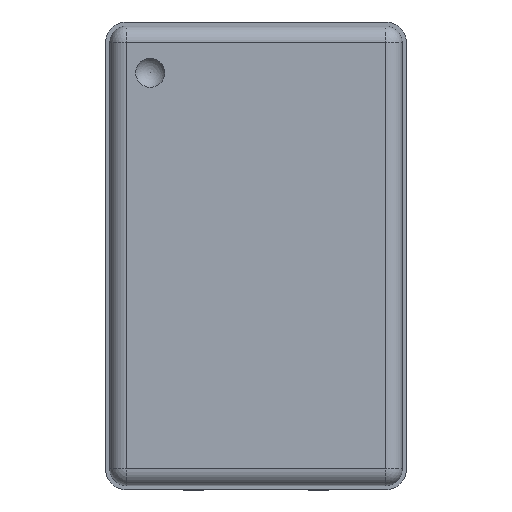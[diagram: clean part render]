
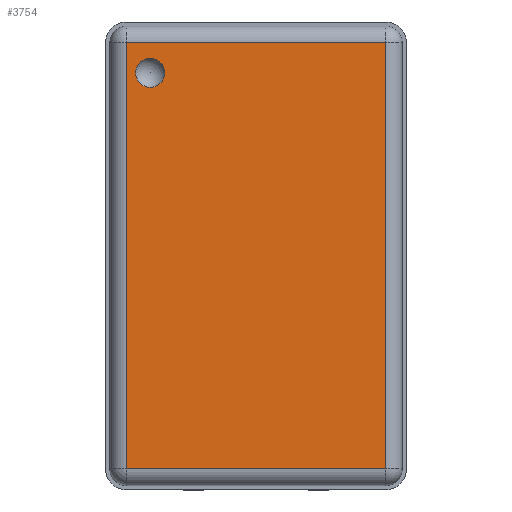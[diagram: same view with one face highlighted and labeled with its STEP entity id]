
A CAD part, top view. The second image highlights one B-rep face of the part: STEP entity #3754.
In plain terms, the highlighted planar face has unit normal (0, 0, 1).
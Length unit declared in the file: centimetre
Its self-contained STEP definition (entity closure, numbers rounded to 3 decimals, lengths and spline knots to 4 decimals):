
#70=FACE_BOUND('',#540,.T.);
#75=PLANE('',#4031);
#304=FACE_OUTER_BOUND('',#539,.T.);
#539=EDGE_LOOP('',(#2712,#2713,#2714,#2715));
#540=EDGE_LOOP('',(#2716));
#765=LINE('',#5313,#1261);
#767=LINE('',#5321,#1263);
#769=LINE('',#5329,#1265);
#771=LINE('',#5338,#1267);
#1261=VECTOR('',#4279,1.);
#1263=VECTOR('',#4287,1.);
#1265=VECTOR('',#4295,1.);
#1267=VECTOR('',#4307,1.);
#1771=CIRCLE('',#4032,0.0173);
#1791=VERTEX_POINT('',#5310);
#1792=VERTEX_POINT('',#5312);
#1795=VERTEX_POINT('',#5320);
#1798=VERTEX_POINT('',#5328);
#1807=VERTEX_POINT('',#5367);
#2140=EDGE_CURVE('',#1791,#1792,#765,.T.);
#2144=EDGE_CURVE('',#1792,#1795,#767,.T.);
#2148=EDGE_CURVE('',#1795,#1798,#769,.T.);
#2153=EDGE_CURVE('',#1798,#1791,#771,.T.);
#2168=EDGE_CURVE('',#1807,#1807,#1771,.T.);
#2712=ORIENTED_EDGE('',*,*,#2140,.F.);
#2713=ORIENTED_EDGE('',*,*,#2153,.F.);
#2714=ORIENTED_EDGE('',*,*,#2148,.F.);
#2715=ORIENTED_EDGE('',*,*,#2144,.F.);
#2716=ORIENTED_EDGE('',*,*,#2168,.T.);
#3754=ADVANCED_FACE('',(#304,#70),#75,.F.);
#4031=AXIS2_PLACEMENT_3D('',#5366,#4342,#4343);
#4032=AXIS2_PLACEMENT_3D('',#5368,#4344,#4345);
#4279=DIRECTION('',(0.,-1.,0.));
#4287=DIRECTION('',(-1.,0.,0.));
#4295=DIRECTION('',(0.,1.,0.));
#4307=DIRECTION('',(1.,0.,0.));
#4342=DIRECTION('center_axis',(0.,0.,-1.));
#4343=DIRECTION('ref_axis',(0.,-1.,0.));
#4344=DIRECTION('center_axis',(0.,0.,-1.));
#4345=DIRECTION('ref_axis',(0.,1.,0.));
#5310=CARTESIAN_POINT('',(0.155,0.255,0.105));
#5312=CARTESIAN_POINT('',(0.155,-0.255,0.105));
#5313=CARTESIAN_POINT('',(0.155,0.6725,0.105));
#5320=CARTESIAN_POINT('',(-0.155,-0.255,0.105));
#5321=CARTESIAN_POINT('',(1.0962,-0.255,0.105));
#5328=CARTESIAN_POINT('',(-0.155,0.255,0.105));
#5329=CARTESIAN_POINT('',(-0.155,0.4725,0.105));
#5338=CARTESIAN_POINT('',(0.8962,0.255,0.105));
#5366=CARTESIAN_POINT('Origin',(1.9674,1.07,0.105));
#5367=CARTESIAN_POINT('',(-0.1266,0.2018,0.105));
#5368=CARTESIAN_POINT('Origin',(-0.1266,0.2191,0.105));
